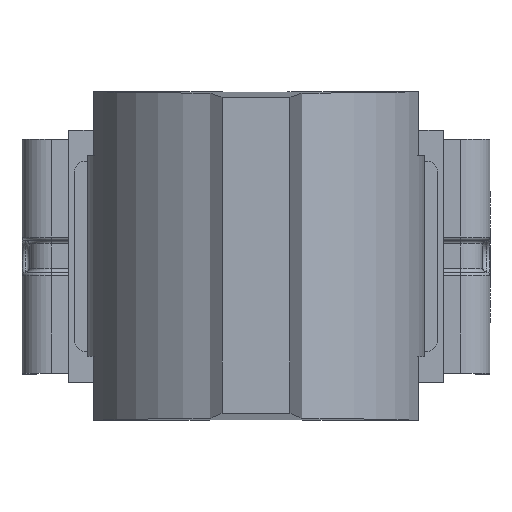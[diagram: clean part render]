
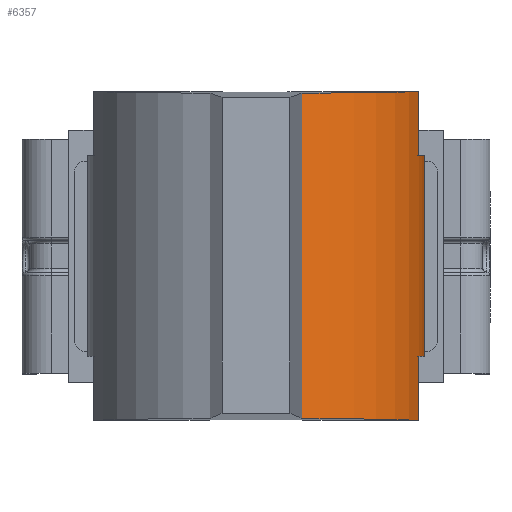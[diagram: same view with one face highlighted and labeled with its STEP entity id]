
A CAD part, top view. The second image highlights one B-rep face of the part: STEP entity #6357.
In plain terms, the highlighted cylindrical face has radius 5.84 mm (diameter 11.68 mm), a partial arc.
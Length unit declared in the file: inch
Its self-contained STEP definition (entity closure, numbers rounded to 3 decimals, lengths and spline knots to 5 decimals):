
#81=ELLIPSE('',#6911,0.22995,0.22992);
#84=ELLIPSE('',#6915,0.22995,0.22992);
#184=CYLINDRICAL_SURFACE('',#6920,0.22992);
#434=FACE_OUTER_BOUND('',#790,.T.);
#790=EDGE_LOOP('',(#5123,#5124,#5125,#5126,#5127,#5128,#5129,#5130));
#1359=LINE('',#10738,#1956);
#1360=LINE('',#10742,#1957);
#1361=LINE('',#10745,#1958);
#1362=LINE('',#10746,#1959);
#1956=VECTOR('',#8274,0.3937);
#1957=VECTOR('',#8277,0.3937);
#1958=VECTOR('',#8280,0.3937);
#1959=VECTOR('',#8281,0.3937);
#2402=CIRCLE('',#6921,0.22992);
#2403=CIRCLE('',#6922,0.22992);
#2837=VERTEX_POINT('',#10697);
#2838=VERTEX_POINT('',#10698);
#2848=VERTEX_POINT('',#10719);
#2849=VERTEX_POINT('',#10721);
#2855=VERTEX_POINT('',#10737);
#2856=VERTEX_POINT('',#10739);
#2857=VERTEX_POINT('',#10741);
#2858=VERTEX_POINT('',#10743);
#3654=EDGE_CURVE('',#2837,#2838,#81,.T.);
#3665=EDGE_CURVE('',#2849,#2848,#84,.T.);
#3673=EDGE_CURVE('',#2838,#2855,#1359,.T.);
#3674=EDGE_CURVE('',#2855,#2856,#2402,.T.);
#3675=EDGE_CURVE('',#2857,#2856,#1360,.T.);
#3676=EDGE_CURVE('',#2857,#2858,#2403,.T.);
#3677=EDGE_CURVE('',#2858,#2849,#1361,.T.);
#3678=EDGE_CURVE('',#2848,#2837,#1362,.T.);
#5123=ORIENTED_EDGE('',*,*,#3654,.T.);
#5124=ORIENTED_EDGE('',*,*,#3673,.T.);
#5125=ORIENTED_EDGE('',*,*,#3674,.T.);
#5126=ORIENTED_EDGE('',*,*,#3675,.F.);
#5127=ORIENTED_EDGE('',*,*,#3676,.T.);
#5128=ORIENTED_EDGE('',*,*,#3677,.T.);
#5129=ORIENTED_EDGE('',*,*,#3665,.T.);
#5130=ORIENTED_EDGE('',*,*,#3678,.T.);
#6357=ADVANCED_FACE('',(#434),#184,.T.);
#6911=AXIS2_PLACEMENT_3D('',#10699,#8242,#8243);
#6915=AXIS2_PLACEMENT_3D('',#10722,#8258,#8259);
#6920=AXIS2_PLACEMENT_3D('',#10736,#8272,#8273);
#6921=AXIS2_PLACEMENT_3D('',#10740,#8275,#8276);
#6922=AXIS2_PLACEMENT_3D('',#10744,#8278,#8279);
#8242=DIRECTION('center_axis',(0.,1.,-0.015));
#8243=DIRECTION('ref_axis',(0.,-0.015,-1.));
#8258=DIRECTION('center_axis',(0.,-1.,
-0.015));
#8259=DIRECTION('ref_axis',(0.,0.015,-1.));
#8272=DIRECTION('center_axis',(0.,-1.,0.));
#8273=DIRECTION('ref_axis',(1.,0.,-0.001));
#8274=DIRECTION('',(0.,1.,0.));
#8275=DIRECTION('center_axis',(0.,1.,0.));
#8276=DIRECTION('ref_axis',(1.,0.,-0.001));
#8277=DIRECTION('',(0.,-1.,0.));
#8278=DIRECTION('center_axis',(0.,-1.,0.));
#8279=DIRECTION('ref_axis',(1.,0.,-0.001));
#8280=DIRECTION('',(0.,1.,0.));
#8281=DIRECTION('',(0.,-1.,0.));
#10697=CARTESIAN_POINT('',(0.0626,-0.22246,0.82084));
#10698=CARTESIAN_POINT('',(0.22282,-0.225,0.6563));
#10699=CARTESIAN_POINT('Origin',(0.,-0.22587,
0.59961));
#10719=CARTESIAN_POINT('',(0.0626,0.22246,0.82084));
#10721=CARTESIAN_POINT('',(0.22282,0.225,0.6563));
#10722=CARTESIAN_POINT('Origin',(0.,0.22587,
0.59961));
#10736=CARTESIAN_POINT('Origin',(0.,0.,
0.59961));
#10737=CARTESIAN_POINT('',(0.22282,-0.1374,0.6563));
#10738=CARTESIAN_POINT('',(0.22282,0.,0.6563));
#10739=CARTESIAN_POINT('',(0.22992,-0.1374,0.59933));
#10740=CARTESIAN_POINT('Origin',(0.,-0.1374,
0.59961));
#10741=CARTESIAN_POINT('',(0.22992,0.1374,0.59933));
#10742=CARTESIAN_POINT('',(0.22992,0.,0.59933));
#10743=CARTESIAN_POINT('',(0.22282,0.1374,0.6563));
#10744=CARTESIAN_POINT('Origin',(0.,0.1374,0.59961));
#10745=CARTESIAN_POINT('',(0.22282,0.,0.6563));
#10746=CARTESIAN_POINT('',(0.0626,0.,0.82084));
